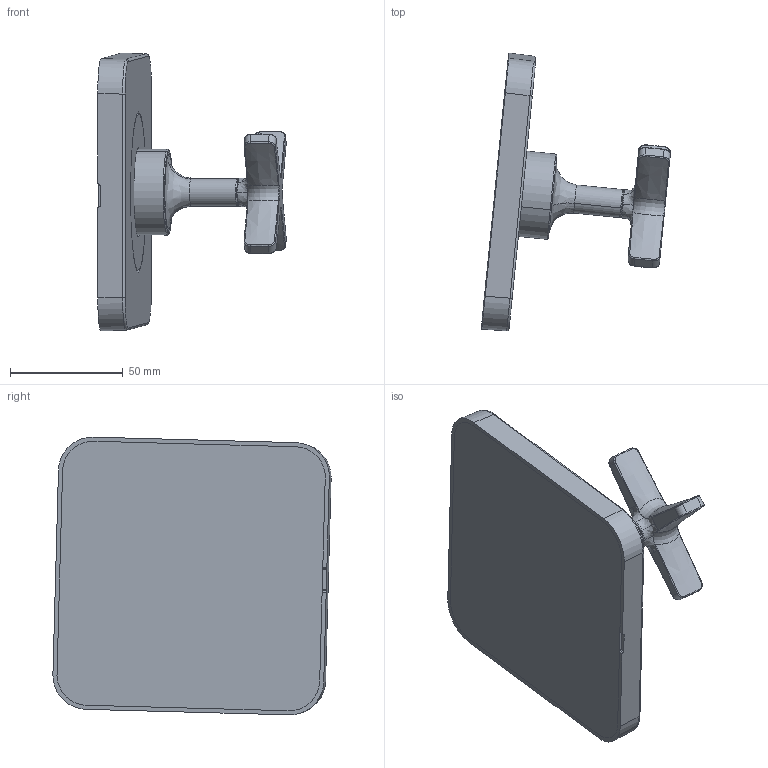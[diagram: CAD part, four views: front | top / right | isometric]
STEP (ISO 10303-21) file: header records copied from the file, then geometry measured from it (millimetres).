
FILE_DESCRIPTION(('CAx-IF Rec.Pracs.---Model Styling and Organization---1.2---2011-12-15','CAx-IF Rec.Pracs.---Geometric and Assembly Validation Properties---4.1---2014-06-16','CAx-IF Rec.Pracs.---PMI Polyline Presentation---2.0---2013-05-24'),'2;1');
FILE_NAME('1000091164_PPR_000.stp','2016-09-02T12:51:17+02:00',(''),(''),'STEP Interface 4.0.1101 by CT CoreTechnologie','3D_Evolution4.0.1101 by CT CoreTechnologie','');
FILE_SCHEMA(('AP203_CONFIGURATION_CONTROLLED_3D_DESIGN_OF_MECHANICAL_PARTS_AND_ASSEMBLIES_MIM_LF'));
Length unit declared in the file: millimetre
Products named in the file (6): P_2 AV Abesperrventil AX Citterio Univer 1000091164_PPR_000_A0; P_2 Rosette AV AXOR Citterio Universal 1000091167_PPA_000_A0; P_2 Kreuzgriff  3L_WM AX Citterio Univer 1000083585_PPR_000_A0; P_2 Kreuzgriff Axor Citterio Universal 1000083561_PPA_000_A0; P_2 Welle_Griff 3L_WM AX Citterio Univer 1000083586_PPA_000_A0; P_2 Huelse_Griff_Axor Citterio Universal 1000083587_PPA_000_A0
Assembly tree (5 placements, depth 3):
  P_2 AV Abesperrventil AX Citterio Univer 1000091164_PPR_000_A0
    P_2 Rosette AV AXOR Citterio Universal 1000091167_PPA_000_A0
    P_2 Kreuzgriff  3L_WM AX Citterio Univer 1000083585_PPR_000_A0
      P_2 Kreuzgriff Axor Citterio Universal 1000083561_PPA_000_A0
      P_2 Welle_Griff 3L_WM AX Citterio Univer 1000083586_PPA_000_A0
      P_2 Huelse_Griff_Axor Citterio Universal 1000083587_PPA_000_A0
Bounding box: 83.49 x 123.25 x 123.03 mm (x, y, z)
Volume: 209084.8 mm3; surface area: 47904.5 mm2
Topology: 4 solids, 4 shells, 172 faces, 395 edges, 228 vertices
Faces by surface type: bspline 108, cylinder 40, plane 24
Entity records: 23777 total; most frequent: CARTESIAN_POINT 18149, ORIENTED_EDGE 766, DIRECTION 718, EDGE_CURVE 383, AXIS2_PLACEMENT_3D 322, CIRCLE 252, VERTEX_POINT 226, EDGE_LOOP 175
